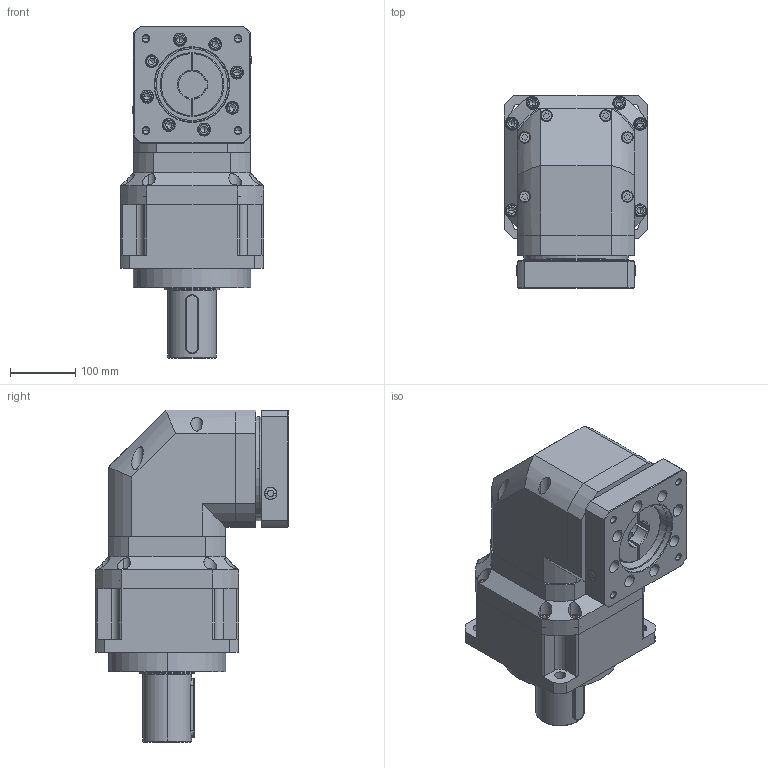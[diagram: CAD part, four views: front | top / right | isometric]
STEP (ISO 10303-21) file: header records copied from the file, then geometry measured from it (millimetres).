
FILE_DESCRIPTION (( 'STEP AP203' ), '1' );
FILE_NAME ('PHFZ200双段外观(入力42-114.3-200-M12，入力带键槽12).STEP', '2019-11-02T06:09:45', ( 'ylmfeng' ), ( 'ylmfeng.com' ), 'SwSTEP 2.0', 'SolidWorks 2014', '' );
FILE_SCHEMA (( 'CONFIG_CONTROL_DESIGN' ));
Length unit declared in the file: millimetre
Products named in the file (1): PHFZ200双段外观(入力42-114.3-200-M12，入力带键槽12)
Bounding box: 220 x 296.5 x 510 mm (x, y, z)
Volume: 15615864 mm3; surface area: 939517.7 mm2
Topology: 33 solids, 33 shells, 919 faces, 2132 edges, 1294 vertices
Faces by surface type: plane 426, cylinder 311, cone 104, torus 74, bspline 4
Entity records: 28104 total; most frequent: CARTESIAN_POINT 6931, DIRECTION 4639, ORIENTED_EDGE 4148, EDGE_CURVE 2074, AXIS2_PLACEMENT_3D 1774, VERTEX_POINT 1294, LINE 1091, VECTOR 1091
